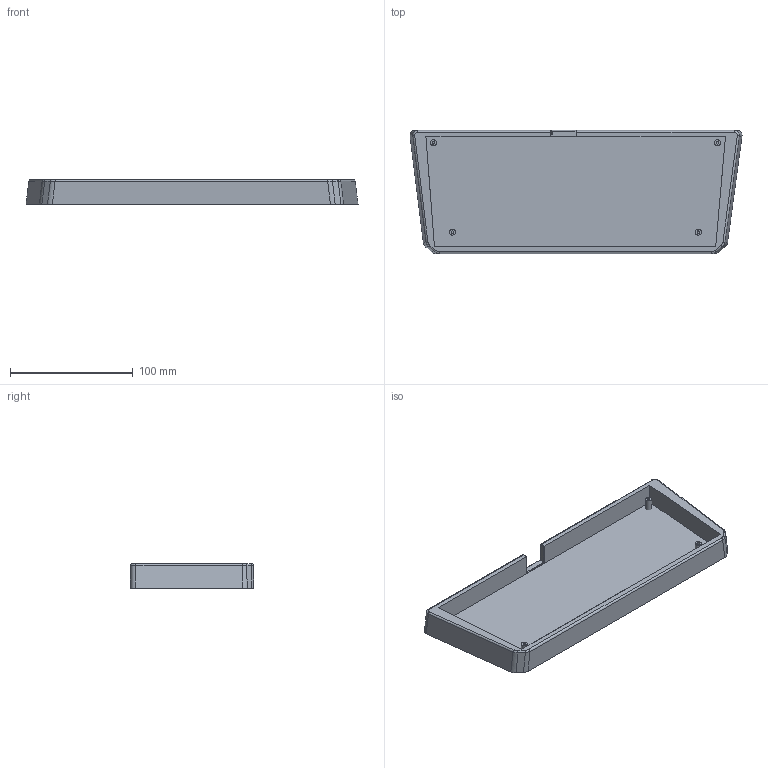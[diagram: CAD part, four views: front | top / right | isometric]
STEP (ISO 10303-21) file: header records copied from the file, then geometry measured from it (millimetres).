
FILE_DESCRIPTION(/* description */ (''),/* implementation_level */ '2;1');
FILE_NAME(/* name */ 'Wingback Tray.step',/* time_stamp */ '2022-03-13T15:49:22-07:00',/* author */ (''),/* organization */ (''),/* preprocessor_version */ 'ST-DEVELOPER v18.1',/* originating_system */ 'Autodesk Translation Framework v10.13.0.1454',/* authorisation */ '');
FILE_SCHEMA (('AUTOMOTIVE_DESIGN { 1 0 10303 214 3 1 1 }'));
Length unit declared in the file: millimetre
Products named in the file (1): Wingback 3dp Tray
Bounding box: 270.06 x 100.12 x 20 mm (x, y, z)
Volume: 151753.7 mm3; surface area: 76310.7 mm2
Topology: 5 solids, 9 shells, 73 faces, 165 edges, 108 vertices
Faces by surface type: plane 33, cylinder 30, bspline 8, torus 2
Full cylindrical faces by diameter (mm): 2 x4, 5 x4
Entity records: 2248 total; most frequent: CARTESIAN_POINT 604, DIRECTION 335, ORIENTED_EDGE 302, EDGE_CURVE 163, AXIS2_PLACEMENT_3D 130, VERTEX_POINT 108, EDGE_LOOP 77, LINE 75
